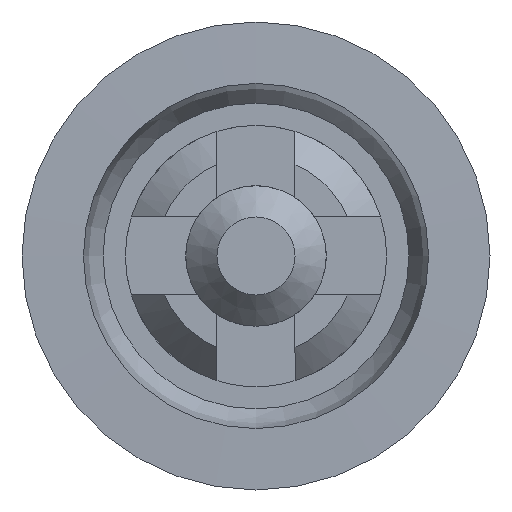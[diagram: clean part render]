
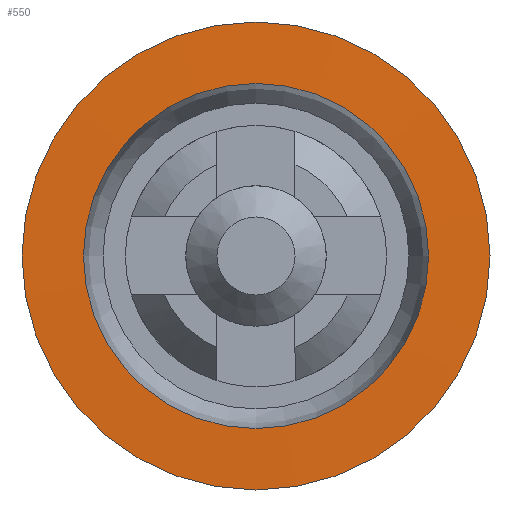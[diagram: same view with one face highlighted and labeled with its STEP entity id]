
A CAD part, front view. The second image highlights one B-rep face of the part: STEP entity #550.
In plain terms, the highlighted conical face has half-angle 88.694 degrees and reference radius 25.4 mm.
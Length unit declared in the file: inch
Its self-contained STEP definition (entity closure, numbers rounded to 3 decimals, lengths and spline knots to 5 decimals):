
#73=FACE_OUTER_BOUND('',#103,.T.);
#103=EDGE_LOOP('',(#504,#505,#506,#507,#508,#509));
#141=LINE('',#1008,#177);
#177=VECTOR('',#797,1.);
#208=CIRCLE('',#628,0.11064);
#209=CIRCLE('',#629,0.11064);
#211=CIRCLE('',#632,0.15);
#212=CIRCLE('',#633,0.15);
#266=VERTEX_POINT('',#998);
#267=VERTEX_POINT('',#999);
#268=VERTEX_POINT('',#1004);
#269=VERTEX_POINT('',#1005);
#345=EDGE_CURVE('',#266,#267,#208,.T.);
#346=EDGE_CURVE('',#267,#266,#209,.T.);
#348=EDGE_CURVE('',#268,#269,#211,.T.);
#349=EDGE_CURVE('',#269,#268,#212,.T.);
#350=EDGE_CURVE('',#269,#267,#141,.T.);
#504=ORIENTED_EDGE('',*,*,#348,.F.);
#505=ORIENTED_EDGE('',*,*,#349,.F.);
#506=ORIENTED_EDGE('',*,*,#350,.T.);
#507=ORIENTED_EDGE('',*,*,#346,.T.);
#508=ORIENTED_EDGE('',*,*,#345,.T.);
#509=ORIENTED_EDGE('',*,*,#350,.F.);
#523=CONICAL_SURFACE('',#631,1.,1.548);
#550=ADVANCED_FACE('',(#73),#523,.T.);
#628=AXIS2_PLACEMENT_3D('',#1000,#785,#786);
#629=AXIS2_PLACEMENT_3D('',#1001,#787,#788);
#631=AXIS2_PLACEMENT_3D('',#1003,#791,#792);
#632=AXIS2_PLACEMENT_3D('',#1006,#793,#794);
#633=AXIS2_PLACEMENT_3D('',#1007,#795,#796);
#785=DIRECTION('center_axis',(0.,1.,0.));
#786=DIRECTION('ref_axis',(0.,0.,1.));
#787=DIRECTION('center_axis',(0.,1.,0.));
#788=DIRECTION('ref_axis',(0.,0.,1.));
#791=DIRECTION('center_axis',(0.,1.,0.));
#792=DIRECTION('ref_axis',(0.,0.,1.));
#793=DIRECTION('center_axis',(0.,1.,0.));
#794=DIRECTION('ref_axis',(0.,0.,1.));
#795=DIRECTION('center_axis',(0.,1.,0.));
#796=DIRECTION('ref_axis',(0.,0.,1.));
#797=DIRECTION('',(0.,-0.023,1.));
#998=CARTESIAN_POINT('',(0.,-0.0009,0.11064));
#999=CARTESIAN_POINT('',(0.,-0.0009,-0.11064));
#1000=CARTESIAN_POINT('Origin',(0.,-0.0009,0.));
#1001=CARTESIAN_POINT('Origin',(0.,-0.0009,0.));
#1003=CARTESIAN_POINT('Origin',(0.,0.01938,0.));
#1004=CARTESIAN_POINT('',(0.,0.,0.15));
#1005=CARTESIAN_POINT('',(0.,0.,-0.15));
#1006=CARTESIAN_POINT('Origin',(0.,0.,0.));
#1007=CARTESIAN_POINT('Origin',(0.,0.,0.));
#1008=CARTESIAN_POINT('',(0.,0.01938,-1.));
